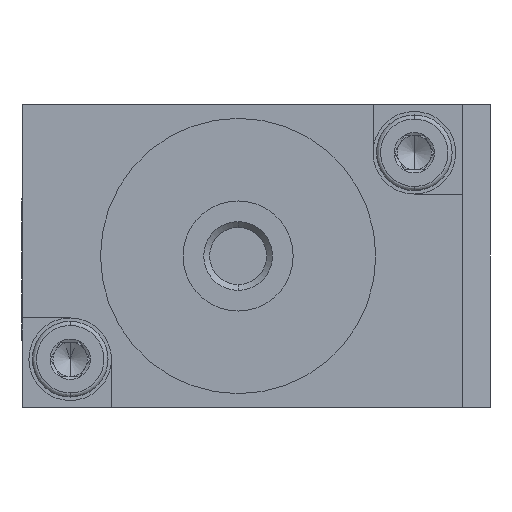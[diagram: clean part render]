
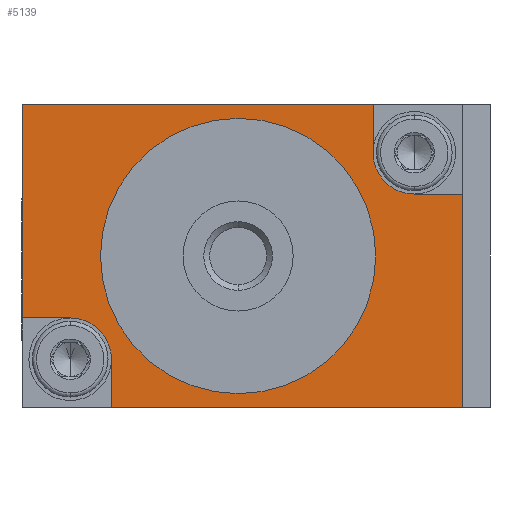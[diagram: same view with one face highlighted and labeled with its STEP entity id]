
A CAD part, front view. The second image highlights one B-rep face of the part: STEP entity #5139.
In plain terms, the highlighted planar face has unit normal (0, -1, 0).
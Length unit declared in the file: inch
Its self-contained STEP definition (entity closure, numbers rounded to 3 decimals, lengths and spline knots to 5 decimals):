
#52 = CARTESIAN_POINT ( 'NONE',  ( 0.62992, 0., 0.25591 ) ) ;
#133 = DIRECTION ( 'NONE',  ( -1., 0., 0. ) ) ;
#196 = VECTOR ( 'NONE', #2821, 39.37008 ) ;
#202 = EDGE_CURVE ( 'NONE', #6700, #1504, #1298, .T. ) ;
#347 = ORIENTED_EDGE ( 'NONE', *, *, #8368, .T. ) ;
#372 = CARTESIAN_POINT ( 'NONE',  ( -0.37402, 0., 0. ) ) ;
#374 = DIRECTION ( 'NONE',  ( 0., 1., 0. ) ) ;
#867 = DIRECTION ( 'NONE',  ( 0., 0., 1. ) ) ;
#1022 = DIRECTION ( 'NONE',  ( 0., 0., -1. ) ) ;
#1149 = CARTESIAN_POINT ( 'NONE',  ( -0.01181, 0., 0.43307 ) ) ;
#1219 = ORIENTED_EDGE ( 'NONE', *, *, #3632, .F. ) ;
#1298 = LINE ( 'NONE', #8131, #4154 ) ;
#1391 = ORIENTED_EDGE ( 'NONE', *, *, #5640, .F. ) ;
#1445 = ORIENTED_EDGE ( 'NONE', *, *, #8554, .F. ) ;
#1488 = CIRCLE ( 'NONE', #5856, 0.11811 ) ;
#1504 = VERTEX_POINT ( 'NONE', #372 ) ;
#1508 = DIRECTION ( 'NONE',  ( 1., 0., 0. ) ) ;
#1547 = CARTESIAN_POINT ( 'NONE',  ( 0.37402, 0., 0.72835 ) ) ;
#1552 = ORIENTED_EDGE ( 'NONE', *, *, #4804, .F. ) ;
#1650 = ORIENTED_EDGE ( 'NONE', *, *, #2264, .F. ) ;
#1817 = EDGE_CURVE ( 'NONE', #6840, #6666, #7683, .T. ) ;
#1928 = CARTESIAN_POINT ( 'NONE',  ( 0.37402, 0., 0.86614 ) ) ;
#2060 = DIRECTION ( 'NONE',  ( 0., 0., -1. ) ) ;
#2061 = VERTEX_POINT ( 'NONE', #3435 ) ;
#2152 = CARTESIAN_POINT ( 'NONE',  ( -0.37402, 0., 0. ) ) ;
#2182 = DIRECTION ( 'NONE',  ( 0., 0., -1. ) ) ;
#2183 = DIRECTION ( 'NONE',  ( 0., -1., 0. ) ) ;
#2264 = EDGE_CURVE ( 'NONE', #7909, #3657, #1488, .T. ) ;
#2271 = DIRECTION ( 'NONE',  ( 0., -1., 0. ) ) ;
#2363 = CARTESIAN_POINT ( 'NONE',  ( 0.62992, 0., 0. ) ) ;
#2598 = ORIENTED_EDGE ( 'NONE', *, *, #8861, .T. ) ;
#2821 = DIRECTION ( 'NONE',  ( -1., 0., 0. ) ) ;
#2913 = VERTEX_POINT ( 'NONE', #4644 ) ;
#3005 = VECTOR ( 'NONE', #867, 39.37008 ) ;
#3083 = EDGE_LOOP ( 'NONE', ( #6189, #1391 ) ) ;
#3100 = VERTEX_POINT ( 'NONE', #1928 ) ;
#3175 = EDGE_CURVE ( 'NONE', #3301, #2913, #5664, .T. ) ;
#3301 = VERTEX_POINT ( 'NONE', #5028 ) ;
#3350 = VECTOR ( 'NONE', #1508, 39.37008 ) ;
#3351 = DIRECTION ( 'NONE',  ( 0., -1., 0. ) ) ;
#3401 = AXIS2_PLACEMENT_3D ( 'NONE', #1149, #3351, #6724 ) ;
#3435 = CARTESIAN_POINT ( 'NONE',  ( -0.62992, 0., 0.25591 ) ) ;
#3510 = CARTESIAN_POINT ( 'NONE',  ( 0.37402, 0., 0.72835 ) ) ;
#3521 = ORIENTED_EDGE ( 'NONE', *, *, #6129, .T. ) ;
#3572 = EDGE_CURVE ( 'NONE', #5069, #3301, #4151, .T. ) ;
#3601 = LINE ( 'NONE', #2152, #5094 ) ;
#3632 = EDGE_CURVE ( 'NONE', #3657, #2061, #7850, .T. ) ;
#3657 = VERTEX_POINT ( 'NONE', #7281 ) ;
#3703 = DIRECTION ( 'NONE',  ( 0., -1., 0. ) ) ;
#3769 = LINE ( 'NONE', #7296, #8403 ) ;
#3852 = AXIS2_PLACEMENT_3D ( 'NONE', #6325, #2183, #6422 ) ;
#3950 = DIRECTION ( 'NONE',  ( -1., 0., 0. ) ) ;
#4150 = VECTOR ( 'NONE', #2060, 39.37008 ) ;
#4151 = CIRCLE ( 'NONE', #3852, 0.11811 ) ;
#4154 = VECTOR ( 'NONE', #3950, 39.37008 ) ;
#4205 = LINE ( 'NONE', #8385, #6185 ) ;
#4339 = ORIENTED_EDGE ( 'NONE', *, *, #202, .F. ) ;
#4347 = LINE ( 'NONE', #6403, #3005 ) ;
#4548 = DIRECTION ( 'NONE',  ( 0., 0., -1. ) ) ;
#4582 = CARTESIAN_POINT ( 'NONE',  ( 0.62992, 0., 0. ) ) ;
#4644 = CARTESIAN_POINT ( 'NONE',  ( 0.62992, 0., 0.61024 ) ) ;
#4768 = CARTESIAN_POINT ( 'NONE',  ( -0.01181, 0., 0.27559 ) ) ;
#4804 = EDGE_CURVE ( 'NONE', #1504, #7909, #3601, .T. ) ;
#5002 = CARTESIAN_POINT ( 'NONE',  ( -0.01181, 0., 0.43307 ) ) ;
#5028 = CARTESIAN_POINT ( 'NONE',  ( 0.49213, 0., 0.61024 ) ) ;
#5036 = ORIENTED_EDGE ( 'NONE', *, *, #3175, .F. ) ;
#5069 = VERTEX_POINT ( 'NONE', #1547 ) ;
#5094 = VECTOR ( 'NONE', #6386, 39.37008 ) ;
#5139 = ADVANCED_FACE ( 'NONE', ( #6005, #8081 ), #6561, .F. ) ;
#5193 = EDGE_LOOP ( 'NONE', ( #7789, #1445, #3521, #2598, #1219, #1650, #1552, #4339, #347, #5036 ) ) ;
#5281 = VERTEX_POINT ( 'NONE', #6099 ) ;
#5640 = EDGE_CURVE ( 'NONE', #6666, #6840, #5875, .T. ) ;
#5664 = LINE ( 'NONE', #7040, #3350 ) ;
#5856 = AXIS2_PLACEMENT_3D ( 'NONE', #7230, #3703, #8739 ) ;
#5875 = CIRCLE ( 'NONE', #3401, 0.15748 ) ;
#6005 = FACE_OUTER_BOUND ( 'NONE', #5193, .T. ) ;
#6099 = CARTESIAN_POINT ( 'NONE',  ( -0.62992, 0., 0.86614 ) ) ;
#6108 = AXIS2_PLACEMENT_3D ( 'NONE', #2363, #374, #1022 ) ;
#6129 = EDGE_CURVE ( 'NONE', #3100, #5281, #4205, .T. ) ;
#6185 = VECTOR ( 'NONE', #133, 39.37008 ) ;
#6189 = ORIENTED_EDGE ( 'NONE', *, *, #1817, .F. ) ;
#6325 = CARTESIAN_POINT ( 'NONE',  ( 0.49213, 0., 0.72835 ) ) ;
#6386 = DIRECTION ( 'NONE',  ( 0., 0., 1. ) ) ;
#6403 = CARTESIAN_POINT ( 'NONE',  ( 0.62992, 0., 0.86614 ) ) ;
#6422 = DIRECTION ( 'NONE',  ( 0., 0., 1. ) ) ;
#6561 = PLANE ( 'NONE',  #6108 ) ;
#6666 = VERTEX_POINT ( 'NONE', #6682 ) ;
#6682 = CARTESIAN_POINT ( 'NONE',  ( -0.01181, 0., 0.59055 ) ) ;
#6700 = VERTEX_POINT ( 'NONE', #4582 ) ;
#6724 = DIRECTION ( 'NONE',  ( 0., 0., -1. ) ) ;
#6840 = VERTEX_POINT ( 'NONE', #4768 ) ;
#7040 = CARTESIAN_POINT ( 'NONE',  ( 0.62992, 0., 0.61024 ) ) ;
#7230 = CARTESIAN_POINT ( 'NONE',  ( -0.49213, 0., 0.1378 ) ) ;
#7281 = CARTESIAN_POINT ( 'NONE',  ( -0.49213, 0., 0.25591 ) ) ;
#7296 = CARTESIAN_POINT ( 'NONE',  ( -0.62992, 0., 0. ) ) ;
#7482 = CARTESIAN_POINT ( 'NONE',  ( -0.37402, 0., 0.1378 ) ) ;
#7524 = AXIS2_PLACEMENT_3D ( 'NONE', #5002, #2271, #2182 ) ;
#7679 = LINE ( 'NONE', #3510, #4150 ) ;
#7683 = CIRCLE ( 'NONE', #7524, 0.15748 ) ;
#7789 = ORIENTED_EDGE ( 'NONE', *, *, #3572, .F. ) ;
#7850 = LINE ( 'NONE', #52, #196 ) ;
#7909 = VERTEX_POINT ( 'NONE', #7482 ) ;
#8081 = FACE_BOUND ( 'NONE', #3083, .T. ) ;
#8131 = CARTESIAN_POINT ( 'NONE',  ( 0.62992, 0., 0. ) ) ;
#8368 = EDGE_CURVE ( 'NONE', #6700, #2913, #4347, .T. ) ;
#8385 = CARTESIAN_POINT ( 'NONE',  ( -0.62992, 0., 0.86614 ) ) ;
#8403 = VECTOR ( 'NONE', #4548, 39.37008 ) ;
#8554 = EDGE_CURVE ( 'NONE', #3100, #5069, #7679, .T. ) ;
#8739 = DIRECTION ( 'NONE',  ( 0., 0., 1. ) ) ;
#8861 = EDGE_CURVE ( 'NONE', #5281, #2061, #3769, .T. ) ;
